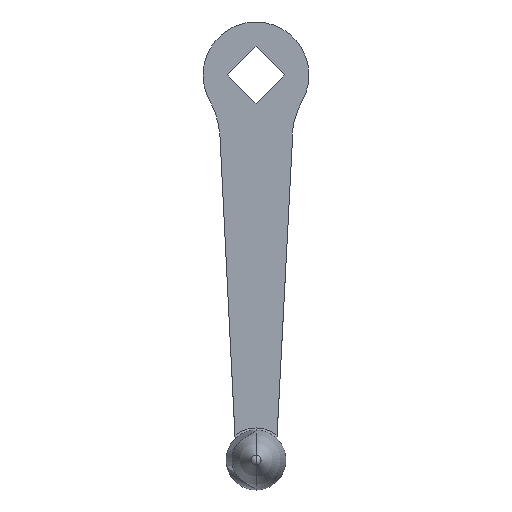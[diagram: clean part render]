
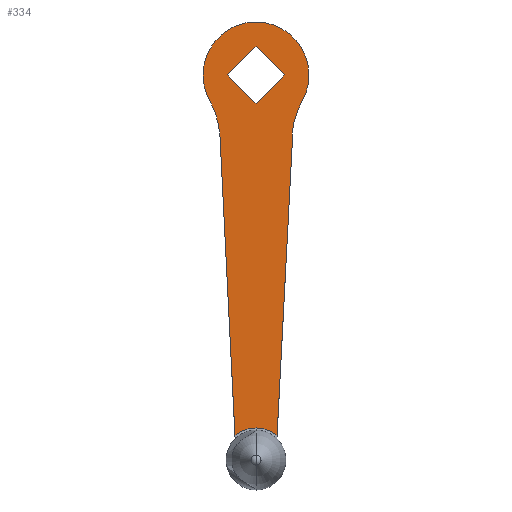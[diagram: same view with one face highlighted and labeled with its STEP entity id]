
A CAD part, front view. The second image highlights one B-rep face of the part: STEP entity #334.
In plain terms, the highlighted planar face has unit normal (0, -1, 0).
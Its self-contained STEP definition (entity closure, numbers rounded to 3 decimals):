
#200=VERTEX_POINT('',#539);
#204=EDGE_CURVE('',#200,#430,#545,.T.);
#220=VERTEX_POINT('',#562);
#222=VERTEX_POINT('',#564);
#224=EDGE_CURVE('',#460,#220,#566,.T.);
#256=EDGE_CURVE('',#294,#200,#603,.T.);
#276=EDGE_CURVE('',#460,#294,#623,.T.);
#294=VERTEX_POINT('',#643);
#310=EDGE_CURVE('',#410,#494,#660,.T.);
#334=ADVANCED_FACE('',(#688,#689),#690,.F.);
#338=EDGE_CURVE('',#220,#222,#695,.T.);
#410=VERTEX_POINT('',#771);
#430=VERTEX_POINT('',#795);
#446=EDGE_CURVE('',#488,#454,#815,.T.);
#448=EDGE_CURVE('',#454,#472,#817,.T.);
#454=VERTEX_POINT('',#825);
#460=VERTEX_POINT('',#832);
#466=EDGE_CURVE('',#472,#498,#838,.T.);
#472=VERTEX_POINT('',#844);
#478=EDGE_CURVE('',#430,#410,#850,.T.);
#486=EDGE_CURVE('',#498,#488,#859,.T.);
#488=VERTEX_POINT('',#861);
#490=EDGE_CURVE('',#494,#222,#863,.T.);
#494=VERTEX_POINT('',#867);
#498=VERTEX_POINT('',#872);
#539=CARTESIAN_POINT('',(-19.223,-38.0,-10.7));
#545=CIRCLE('',#917,22.0);
#562=CARTESIAN_POINT('',(0.,-38.0,-146.667));
#564=CARTESIAN_POINT('',(8.749,-38.0,-149.938));
#566=CIRCLE('',#943,13.333);
#603=CIRCLE('',#994,34.);
#623=LINE('',#1024,#1025);
#643=CARTESIAN_POINT('',(-15.0,-38.0,-25.065));
#660=CIRCLE('',#1075,34.);
#688=FACE_OUTER_BOUND('',#1109,.T.);
#689=FACE_BOUND('',#1110,.T.);
#690=PLANE('',#1111);
#695=CIRCLE('',#1117,13.333);
#771=CARTESIAN_POINT('',(19.223,-38.0,-10.7));
#795=CARTESIAN_POINT('',(-19.223,-38.0,10.7));
#815=LINE('',#1306,#1307);
#817=LINE('',#1310,#1311);
#825=CARTESIAN_POINT('',(12.021,-38.0,0.));
#832=CARTESIAN_POINT('',(-8.741,-38.0,-149.931));
#838=LINE('',#1335,#1336);
#844=CARTESIAN_POINT('',(0.,-38.0,12.021));
#850=CIRCLE('',#1350,22.0);
#859=LINE('',#1359,#1360);
#861=CARTESIAN_POINT('',(0.,-38.0,-12.021));
#863=LINE('',#1365,#1366);
#867=CARTESIAN_POINT('',(15.,-38.0,-29.407));
#872=CARTESIAN_POINT('',(-12.021,-38.0,0.));
#917=AXIS2_PLACEMENT_3D('',#1420,#1421,#1422);
#943=AXIS2_PLACEMENT_3D('',#1438,#1439,#1440);
#994=AXIS2_PLACEMENT_3D('',#1495,#1496,#1497);
#1024=CARTESIAN_POINT('',(-11.199,-38.0,-100.881));
#1025=VECTOR('',#1510,1.0);
#1075=AXIS2_PLACEMENT_3D('',#1551,#1552,#1553);
#1109=EDGE_LOOP('',(#1594,#1595,#1596,#1597,#1598,#1599,#1600,#1601));
#1110=EDGE_LOOP('',(#1602,#1603,#1604,#1605));
#1111=AXIS2_PLACEMENT_3D('',#1606,#1607,#1608);
#1117=AXIS2_PLACEMENT_3D('',#1621,#1622,#1623);
#1306=CARTESIAN_POINT('',(-2.568,-38.0,-14.589));
#1307=VECTOR('',#1769,1.0);
#1310=CARTESIAN_POINT('',(14.589,-38.0,-2.568));
#1311=VECTOR('',#1770,1.0);
#1335=CARTESIAN_POINT('',(-20.599,-38.0,-8.578));
#1336=VECTOR('',#1801,1.0);
#1350=AXIS2_PLACEMENT_3D('',#1805,#1806,#1807);
#1359=CARTESIAN_POINT('',(8.578,-38.0,-20.599));
#1360=VECTOR('',#1817,1.0);
#1365=CARTESIAN_POINT('',(14.542,-38.0,-38.236));
#1366=VECTOR('',#1818,1.0);
#1420=CARTESIAN_POINT('',(0.0,-38.0,0.));
#1421=DIRECTION('',(0.0,1.0,0.0));
#1422=DIRECTION('',(0.874,0.0,-0.486));
#1438=CARTESIAN_POINT('',(0.,-38.0,-160.0));
#1439=DIRECTION('',(-0.0,1.0,0.0));
#1440=DIRECTION('',(0.,0.0,1.0));
#1495=CARTESIAN_POINT('',(-48.931,-38.0,-27.236));
#1496=DIRECTION('',(0.0,-1.0,0.0));
#1497=DIRECTION('',(0.874,0.0,0.486));
#1510=DIRECTION('',(-0.05,0.0,0.999));
#1551=CARTESIAN_POINT('',(48.931,-38.0,-27.236));
#1552=DIRECTION('',(0.0,-1.0,-0.0));
#1553=DIRECTION('',(-0.998,0.0,-0.064));
#1594=ORIENTED_EDGE('',*,*,#276,.F.);
#1595=ORIENTED_EDGE('',*,*,#224,.T.);
#1596=ORIENTED_EDGE('',*,*,#338,.T.);
#1597=ORIENTED_EDGE('',*,*,#490,.F.);
#1598=ORIENTED_EDGE('',*,*,#310,.F.);
#1599=ORIENTED_EDGE('',*,*,#478,.F.);
#1600=ORIENTED_EDGE('',*,*,#204,.F.);
#1601=ORIENTED_EDGE('',*,*,#256,.F.);
#1602=ORIENTED_EDGE('',*,*,#486,.F.);
#1603=ORIENTED_EDGE('',*,*,#466,.F.);
#1604=ORIENTED_EDGE('',*,*,#448,.F.);
#1605=ORIENTED_EDGE('',*,*,#446,.F.);
#1606=CARTESIAN_POINT('',(0.,-38.0,-46.333));
#1607=DIRECTION('',(-0.0,1.0,0.0));
#1608=DIRECTION('',(0.,0.0,1.0));
#1621=CARTESIAN_POINT('',(0.,-38.0,-160.0));
#1622=DIRECTION('',(-0.0,1.0,0.0));
#1623=DIRECTION('',(0.,0.0,1.0));
#1769=DIRECTION('',(0.707,0.0,0.707));
#1770=DIRECTION('',(-0.707,0.0,0.707));
#1801=DIRECTION('',(-0.707,0.0,-0.707));
#1805=CARTESIAN_POINT('',(0.0,-38.0,0.));
#1806=DIRECTION('',(0.0,1.0,0.0));
#1807=DIRECTION('',(0.874,0.0,-0.486));
#1817=DIRECTION('',(0.707,0.0,-0.707));
#1818=DIRECTION('',(-0.052,0.0,-0.999));
